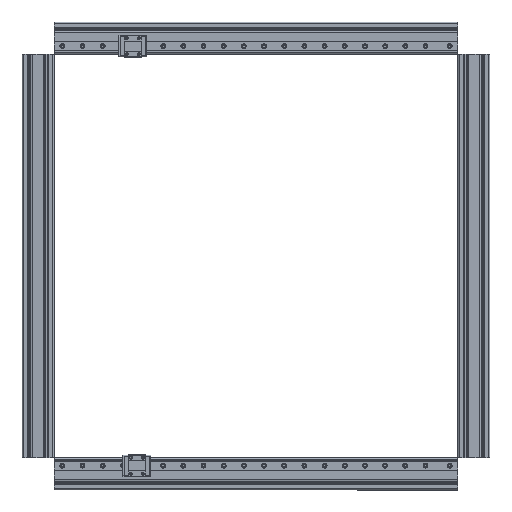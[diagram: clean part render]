
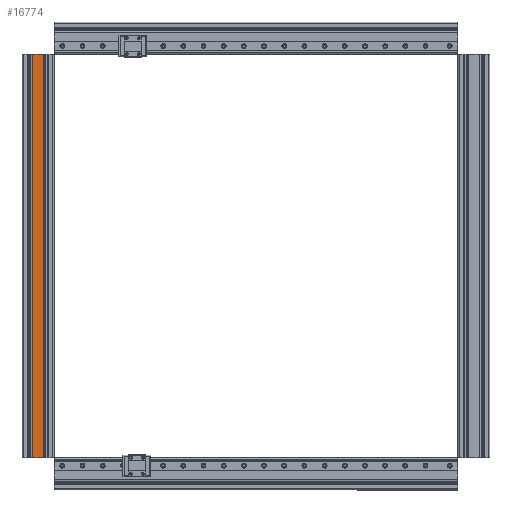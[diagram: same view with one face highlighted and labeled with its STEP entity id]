
A CAD part, top view. The second image highlights one B-rep face of the part: STEP entity #16774.
In plain terms, the highlighted planar face has unit normal (0, 0, 1).
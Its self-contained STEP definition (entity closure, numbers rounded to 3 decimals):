
#671=PLANE('',#18156);
#1728=FACE_OUTER_BOUND('',#2658,.T.);
#2658=EDGE_LOOP('',(#13753,#13754,#13755,#13756));
#3904=LINE('',#26951,#5514);
#3905=LINE('',#26954,#5515);
#3906=LINE('',#26956,#5516);
#3907=LINE('',#26957,#5517);
#5514=VECTOR('',#21638,10.);
#5515=VECTOR('',#21641,10.);
#5516=VECTOR('',#21642,10.);
#5517=VECTOR('',#21643,10.);
#8029=VERTEX_POINT('',#26947);
#8030=VERTEX_POINT('',#26949);
#8031=VERTEX_POINT('',#26953);
#8032=VERTEX_POINT('',#26955);
#10118=EDGE_CURVE('',#8029,#8030,#3904,.T.);
#10119=EDGE_CURVE('',#8031,#8029,#3905,.T.);
#10120=EDGE_CURVE('',#8032,#8030,#3906,.T.);
#10121=EDGE_CURVE('',#8031,#8032,#3907,.T.);
#13753=ORIENTED_EDGE('',*,*,#10119,.T.);
#13754=ORIENTED_EDGE('',*,*,#10118,.T.);
#13755=ORIENTED_EDGE('',*,*,#10120,.F.);
#13756=ORIENTED_EDGE('',*,*,#10121,.F.);
#16774=ADVANCED_FACE('',(#1728),#671,.T.);
#18156=AXIS2_PLACEMENT_3D('',#26952,#21639,#21640);
#21638=DIRECTION('',(0.,1.,0.));
#21639=DIRECTION('center_axis',(0.,0.,1.));
#21640=DIRECTION('ref_axis',(1.,0.,0.));
#21641=DIRECTION('',(1.,0.,0.));
#21642=DIRECTION('',(1.,0.,0.));
#21643=DIRECTION('',(0.,1.,0.));
#26947=CARTESIAN_POINT('',(-13.294,0.,9.995));
#26949=CARTESIAN_POINT('',(-13.294,500.,9.995));
#26951=CARTESIAN_POINT('',(-13.294,0.,9.995));
#26952=CARTESIAN_POINT('Origin',(-26.706,0.,9.995));
#26953=CARTESIAN_POINT('',(-26.706,0.,9.995));
#26954=CARTESIAN_POINT('',(-26.706,0.,9.995));
#26955=CARTESIAN_POINT('',(-26.706,500.,9.995));
#26956=CARTESIAN_POINT('',(-26.706,500.,9.995));
#26957=CARTESIAN_POINT('',(-26.706,0.,9.995));
